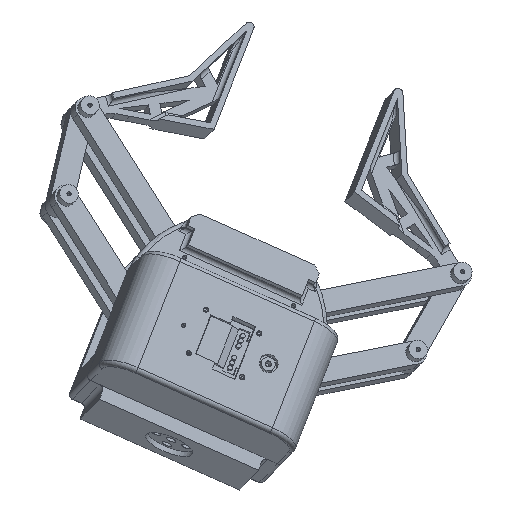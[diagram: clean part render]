
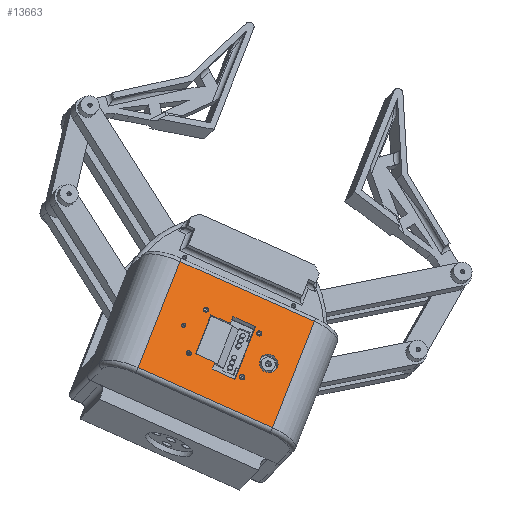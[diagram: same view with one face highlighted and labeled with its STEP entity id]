
A CAD part, left-side view. The second image highlights one B-rep face of the part: STEP entity #13663.
In plain terms, the highlighted face is planar.
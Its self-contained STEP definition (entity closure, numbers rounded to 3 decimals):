
#400=FACE_BOUND('',#2920,.T.);
#401=FACE_BOUND('',#2921,.T.);
#402=FACE_BOUND('',#2922,.T.);
#403=FACE_BOUND('',#2923,.T.);
#404=FACE_BOUND('',#2924,.T.);
#405=FACE_BOUND('',#2925,.T.);
#406=FACE_BOUND('',#2926,.T.);
#1281=CIRCLE('',#15116,0.9);
#1299=CIRCLE('',#15155,1.1);
#1301=CIRCLE('',#15163,1.1);
#1303=CIRCLE('',#15166,1.1);
#1305=CIRCLE('',#15169,1.1);
#1308=CIRCLE('',#15180,4.);
#2088=FACE_OUTER_BOUND('',#2919,.T.);
#2919=EDGE_LOOP('',(#11261,#11262,#11263,#11264));
#2920=EDGE_LOOP('',(#11265));
#2921=EDGE_LOOP('',(#11266));
#2922=EDGE_LOOP('',(#11267));
#2923=EDGE_LOOP('',(#11268,#11269,#11270,#11271,#11272,#11273,#11274,#11275));
#2924=EDGE_LOOP('',(#11276));
#2925=EDGE_LOOP('',(#11277));
#2926=EDGE_LOOP('',(#11278));
#3935=LINE('',#23162,#5077);
#3959=LINE('',#23246,#5101);
#3963=LINE('',#23255,#5105);
#3984=LINE('',#23316,#5126);
#3987=LINE('',#23322,#5129);
#3993=LINE('',#23335,#5135);
#4005=LINE('',#23360,#5147);
#4010=LINE('',#23368,#5152);
#4015=LINE('',#23391,#5157);
#4018=LINE('',#23395,#5160);
#4020=LINE('',#23398,#5162);
#4040=LINE('',#23459,#5182);
#5077=VECTOR('',#18140,10.);
#5101=VECTOR('',#18224,10.);
#5105=VECTOR('',#18236,10.);
#5126=VECTOR('',#18295,10.);
#5129=VECTOR('',#18300,10.);
#5135=VECTOR('',#18308,10.);
#5147=VECTOR('',#18322,10.);
#5152=VECTOR('',#18329,10.);
#5157=VECTOR('',#18354,10.);
#5160=VECTOR('',#18359,10.);
#5162=VECTOR('',#18363,10.);
#5182=VECTOR('',#18437,10.);
#6294=VERTEX_POINT('',#23154);
#6296=VERTEX_POINT('',#23160);
#6311=VERTEX_POINT('',#23203);
#6321=VERTEX_POINT('',#23240);
#6322=VERTEX_POINT('',#23244);
#6339=VERTEX_POINT('',#23304);
#6343=VERTEX_POINT('',#23313);
#6344=VERTEX_POINT('',#23315);
#6346=VERTEX_POINT('',#23321);
#6351=VERTEX_POINT('',#23332);
#6352=VERTEX_POINT('',#23334);
#6363=VERTEX_POINT('',#23357);
#6364=VERTEX_POINT('',#23359);
#6367=VERTEX_POINT('',#23370);
#6369=VERTEX_POINT('',#23376);
#6371=VERTEX_POINT('',#23382);
#6374=VERTEX_POINT('',#23390);
#6382=VERTEX_POINT('',#23422);
#7967=EDGE_CURVE('',#6296,#6294,#3935,.T.);
#7989=EDGE_CURVE('',#6311,#6311,#1281,.T.);
#8008=EDGE_CURVE('',#6322,#6321,#3959,.T.);
#8013=EDGE_CURVE('',#6321,#6296,#3963,.T.);
#8037=EDGE_CURVE('',#6339,#6339,#1299,.T.);
#8042=EDGE_CURVE('',#6344,#6343,#3984,.T.);
#8045=EDGE_CURVE('',#6346,#6344,#3987,.T.);
#8051=EDGE_CURVE('',#6352,#6351,#3993,.T.);
#8063=EDGE_CURVE('',#6364,#6363,#4005,.T.);
#8068=EDGE_CURVE('',#6343,#6364,#4010,.T.);
#8069=EDGE_CURVE('',#6367,#6367,#1301,.T.);
#8072=EDGE_CURVE('',#6369,#6369,#1303,.T.);
#8075=EDGE_CURVE('',#6371,#6371,#1305,.T.);
#8079=EDGE_CURVE('',#6374,#6346,#4015,.T.);
#8082=EDGE_CURVE('',#6351,#6374,#4018,.T.);
#8084=EDGE_CURVE('',#6363,#6352,#4020,.T.);
#8096=EDGE_CURVE('',#6382,#6382,#1308,.T.);
#8114=EDGE_CURVE('',#6294,#6322,#4040,.T.);
#11261=ORIENTED_EDGE('',*,*,#7967,.F.);
#11262=ORIENTED_EDGE('',*,*,#8013,.F.);
#11263=ORIENTED_EDGE('',*,*,#8008,.F.);
#11264=ORIENTED_EDGE('',*,*,#8114,.F.);
#11265=ORIENTED_EDGE('',*,*,#7989,.T.);
#11266=ORIENTED_EDGE('',*,*,#8037,.T.);
#11267=ORIENTED_EDGE('',*,*,#8096,.T.);
#11268=ORIENTED_EDGE('',*,*,#8068,.T.);
#11269=ORIENTED_EDGE('',*,*,#8063,.T.);
#11270=ORIENTED_EDGE('',*,*,#8084,.T.);
#11271=ORIENTED_EDGE('',*,*,#8051,.T.);
#11272=ORIENTED_EDGE('',*,*,#8082,.T.);
#11273=ORIENTED_EDGE('',*,*,#8079,.T.);
#11274=ORIENTED_EDGE('',*,*,#8045,.T.);
#11275=ORIENTED_EDGE('',*,*,#8042,.T.);
#11276=ORIENTED_EDGE('',*,*,#8069,.T.);
#11277=ORIENTED_EDGE('',*,*,#8072,.T.);
#11278=ORIENTED_EDGE('',*,*,#8075,.T.);
#13077=PLANE('',#15200);
#13663=ADVANCED_FACE('',(#2088,#400,#401,#402,#403,#404,#405,#406),#13077,
 .T.);
#15116=AXIS2_PLACEMENT_3D('',#23205,#18179,#18180);
#15155=AXIS2_PLACEMENT_3D('',#23305,#18286,#18287);
#15163=AXIS2_PLACEMENT_3D('',#23371,#18332,#18333);
#15166=AXIS2_PLACEMENT_3D('',#23377,#18339,#18340);
#15169=AXIS2_PLACEMENT_3D('',#23383,#18346,#18347);
#15180=AXIS2_PLACEMENT_3D('',#23423,#18386,#18387);
#15200=AXIS2_PLACEMENT_3D('',#23458,#18435,#18436);
#18140=DIRECTION('',(0.,0.,-1.));
#18179=DIRECTION('center_axis',(0.,1.,0.));
#18180=DIRECTION('ref_axis',(-1.,0.,0.));
#18224=DIRECTION('',(0.,0.,1.));
#18236=DIRECTION('',(1.,0.,0.));
#18286=DIRECTION('center_axis',(0.,1.,0.));
#18287=DIRECTION('ref_axis',(1.,0.,0.));
#18295=DIRECTION('',(0.,0.,1.));
#18300=DIRECTION('',(-1.,0.,0.));
#18308=DIRECTION('',(0.,0.,-1.));
#18322=DIRECTION('',(0.,0.,1.));
#18329=DIRECTION('',(-1.,0.,0.));
#18332=DIRECTION('center_axis',(0.,1.,0.));
#18333=DIRECTION('ref_axis',(1.,0.,0.));
#18339=DIRECTION('center_axis',(0.,1.,0.));
#18340=DIRECTION('ref_axis',(1.,0.,0.));
#18346=DIRECTION('center_axis',(0.,1.,0.));
#18347=DIRECTION('ref_axis',(1.,0.,0.));
#18354=DIRECTION('',(0.,0.,-1.));
#18359=DIRECTION('',(-1.,0.,0.));
#18363=DIRECTION('',(1.,0.,0.));
#18386=DIRECTION('center_axis',(0.,1.,0.));
#18387=DIRECTION('ref_axis',(1.,0.,0.));
#18435=DIRECTION('center_axis',(0.,-1.,0.));
#18436=DIRECTION('ref_axis',(0.,0.,-1.));
#18437=DIRECTION('',(-1.,0.,0.));
#23154=CARTESIAN_POINT('',(33.25,-18.3,-31.));
#23160=CARTESIAN_POINT('',(33.25,-18.3,31.));
#23162=CARTESIAN_POINT('',(33.25,-18.3,22.5));
#23203=CARTESIAN_POINT('',(8.9,-18.3,-19.655));
#23205=CARTESIAN_POINT('Origin',(8.,-18.3,-19.655));
#23240=CARTESIAN_POINT('',(-17.196,-18.3,31.));
#23244=CARTESIAN_POINT('',(-17.196,-18.3,-31.));
#23246=CARTESIAN_POINT('',(-17.196,-18.3,22.39));
#23255=CARTESIAN_POINT('',(-4.742,-18.3,31.));
#23304=CARTESIAN_POINT('',(-3.49,-18.3,-13.355));
#23305=CARTESIAN_POINT('Origin',(-2.39,-18.3,-13.355));
#23313=CARTESIAN_POINT('',(-1.2,-18.3,-1.715));
#23315=CARTESIAN_POINT('',(-1.2,-18.3,-10.615));
#23316=CARTESIAN_POINT('',(-1.2,-18.3,-5.308));
#23321=CARTESIAN_POINT('',(17.2,-18.3,-10.615));
#23322=CARTESIAN_POINT('',(12.613,-18.3,-10.615));
#23332=CARTESIAN_POINT('',(20.5,-18.3,-1.715));
#23334=CARTESIAN_POINT('',(20.5,-18.3,8.795));
#23335=CARTESIAN_POINT('',(20.5,-18.3,4.397));
#23357=CARTESIAN_POINT('',(-4.5,-18.3,8.795));
#23359=CARTESIAN_POINT('',(-4.5,-18.3,-1.715));
#23360=CARTESIAN_POINT('',(-4.5,-18.3,-0.858));
#23368=CARTESIAN_POINT('',(3.413,-18.3,-1.715));
#23370=CARTESIAN_POINT('',(17.29,-18.3,-13.355));
#23371=CARTESIAN_POINT('Origin',(18.39,-18.3,-13.355));
#23376=CARTESIAN_POINT('',(17.29,-18.3,11.295));
#23377=CARTESIAN_POINT('Origin',(18.39,-18.3,11.295));
#23382=CARTESIAN_POINT('',(-3.49,-18.3,11.295));
#23383=CARTESIAN_POINT('Origin',(-2.39,-18.3,11.295));
#23390=CARTESIAN_POINT('',(17.2,-18.3,-1.715));
#23391=CARTESIAN_POINT('',(17.2,-18.3,-0.858));
#23395=CARTESIAN_POINT('',(14.263,-18.3,-1.715));
#23398=CARTESIAN_POINT('',(1.763,-18.3,8.795));
#23422=CARTESIAN_POINT('',(4.,-18.3,19.595));
#23423=CARTESIAN_POINT('Origin',(8.,-18.3,19.595));
#23458=CARTESIAN_POINT('Origin',(8.027,-18.3,0.));
#23459=CARTESIAN_POINT('',(21.638,-18.3,-31.));
